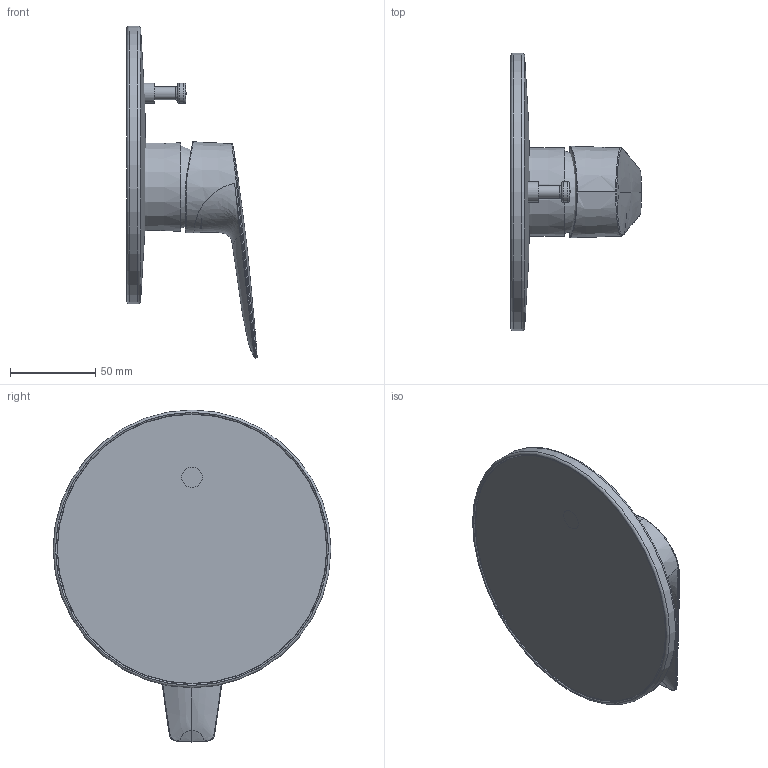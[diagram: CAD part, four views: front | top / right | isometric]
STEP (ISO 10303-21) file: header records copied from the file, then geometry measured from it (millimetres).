
FILE_DESCRIPTION(/* description */ ('Unknown'),/* implementation_level */ '2;1');
FILE_NAME(/* name */ '29079001',/* time_stamp */ '2022-09-01T17:03:52+02:00',/* author */ ('Unknown'),/* organization */ ('GROHE AG'),/* preprocessor_version */ 'ST-DEVELOPER v16.7',/* originating_system */ 'DEX',/* authorisation */ $);
FILE_SCHEMA (('AUTOMOTIVE_DESIGN {1 0 10303 214 3 1 1}'));
Length unit declared in the file: millimetre
Products named in the file (6): 29079001; 29079001_0; 29079001_1; 29079001_2; 1
Assembly tree (5 placements, depth 2):
  29079001
    29079001
    29079001_0
    29079001_1
    29079001_2
    1
Bounding box: 76.42 x 163 x 194.82 mm (x, y, z)
Volume: 269579.4 mm3; surface area: 125314.9 mm2
Topology: 5 solids, 8 shells, 224 faces, 530 edges, 310 vertices
Faces by surface type: bspline 98, plane 53, cylinder 51, sphere 9, cone 7, torus 6
Full cylindrical faces by diameter (mm): 4.917 x1, 7.5 x1, 9.8 x1, 12 x2, 163 x1
Entity records: 12124 total; most frequent: CARTESIAN_POINT 7675, ORIENTED_EDGE 980, DIRECTION 724, EDGE_CURVE 490, VERTEX_POINT 302, AXIS2_PLACEMENT_3D 294, EDGE_LOOP 246, FACE_BOUND 246
